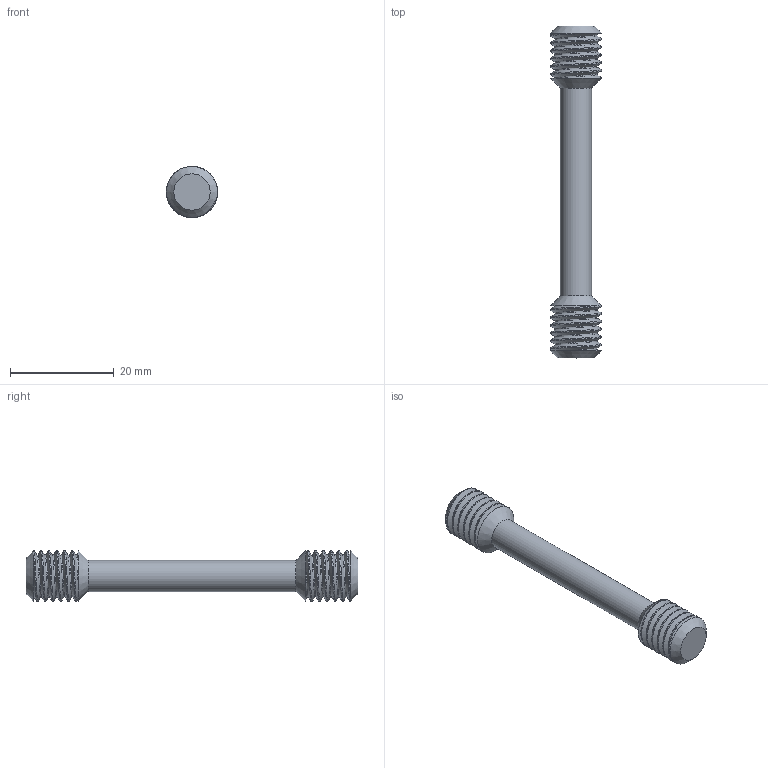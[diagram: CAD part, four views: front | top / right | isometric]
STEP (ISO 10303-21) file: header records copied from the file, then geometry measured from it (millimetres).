
FILE_DESCRIPTION(/* description */ (''),/* implementation_level */ '2;1');
FILE_NAME(/* name */ 'eprouvette corrigé.step',/* time_stamp */ '2021-06-17T17:36:44+02:00',/* author */ (''),/* organization */ (''),/* preprocessor_version */ 'ST-DEVELOPER v18.1',/* originating_system */ 'Autodesk Translation Framework v9.10.0.1330',/* authorisation */ '');
FILE_SCHEMA (('AUTOMOTIVE_DESIGN { 1 0 10303 214 3 1 1 }'));
Length unit declared in the file: millimetre
Products named in the file (4): eprouvette v2; extremité; corps; extremite2
Assembly tree (3 placements, depth 2):
  eprouvette v2
    extremité
    corps
    extremite2
Bounding box: 9.86 x 64 x 9.86 mm (x, y, z)
Volume: 2578.8 mm3; surface area: 1933.7 mm2
Topology: 1 solids, 1 shells, 43 faces, 113 edges, 72 vertices
Faces by surface type: cylinder 29, plane 6, bspline 4, cone 4
Full cylindrical faces by diameter (mm): 6 x1, 8.141 x6, 9.85 x8
Entity records: 4131 total; most frequent: CARTESIAN_POINT 3071, ORIENTED_EDGE 226, DIRECTION 165, EDGE_CURVE 113, VERTEX_POINT 72, AXIS2_PLACEMENT_3D 68, B_SPLINE_CURVE_WITH_KNOTS 62, FACE_OUTER_BOUND 43
